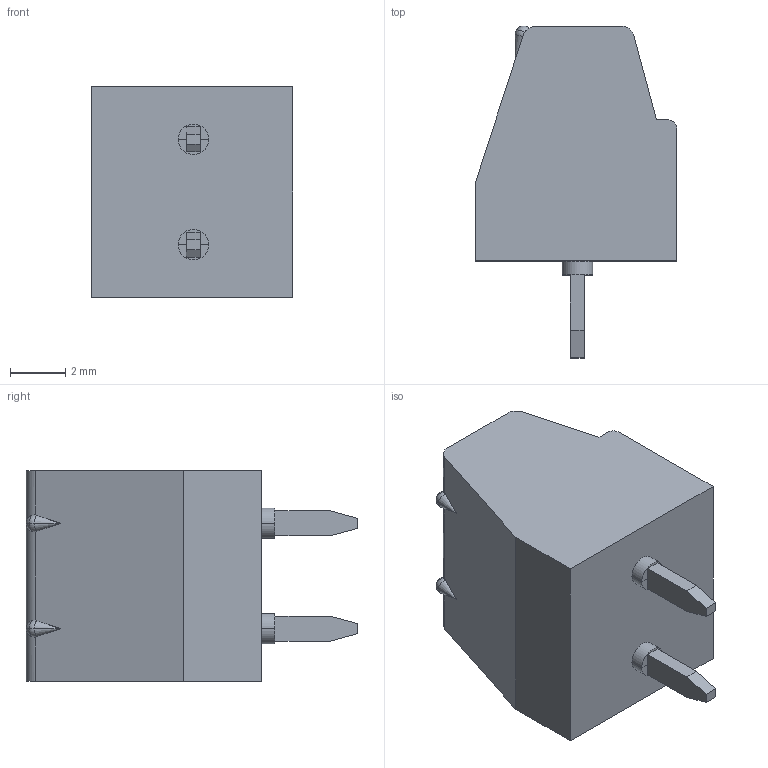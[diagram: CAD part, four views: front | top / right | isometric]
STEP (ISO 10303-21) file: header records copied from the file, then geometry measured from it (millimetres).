
FILE_DESCRIPTION(('SolidDesigner STEP Export'),'1');
FILE_NAME('mkds_1-2-3.81.stp','2000-06-14T14:51:50',(''),(''), 'SolidDesigner STEP processor Version: 7.0(Mar 1999)for AP214(CD)(Solid Model)', 'CoCreate SolidDesigner: 07.50 21-Dec-99(C) CoCreate Software GmbH','');
FILE_SCHEMA(('AUTOMOTIVE_DESIGN_CC2 {1 2 10303 214 -1 1 5 1}'));
Length unit declared in the file: millimetre
Products named in the file (2): mkds_1-2-3.81
Assembly tree (1 placements, depth 2):
  mkds_1-2-3.81
    mkds_1-2-3.81
Bounding box: 7.3 x 12 x 7.62 mm (x, y, z)
Volume: 370.7 mm3; surface area: 420.5 mm2
Topology: 1 solids, 1 shells, 157 faces, 407 edges, 256 vertices
Faces by surface type: plane 102, cylinder 43, torus 8, cone 4
Entity records: 5910 total; most frequent: CARTESIAN_POINT 1016, ORIENTED_EDGE 798, DIRECTION 691, EDGE_CURVE 399, VERTEX_POINT 256, VECTOR 249, LINE 249, AXIS2_PLACEMENT_3D 221
